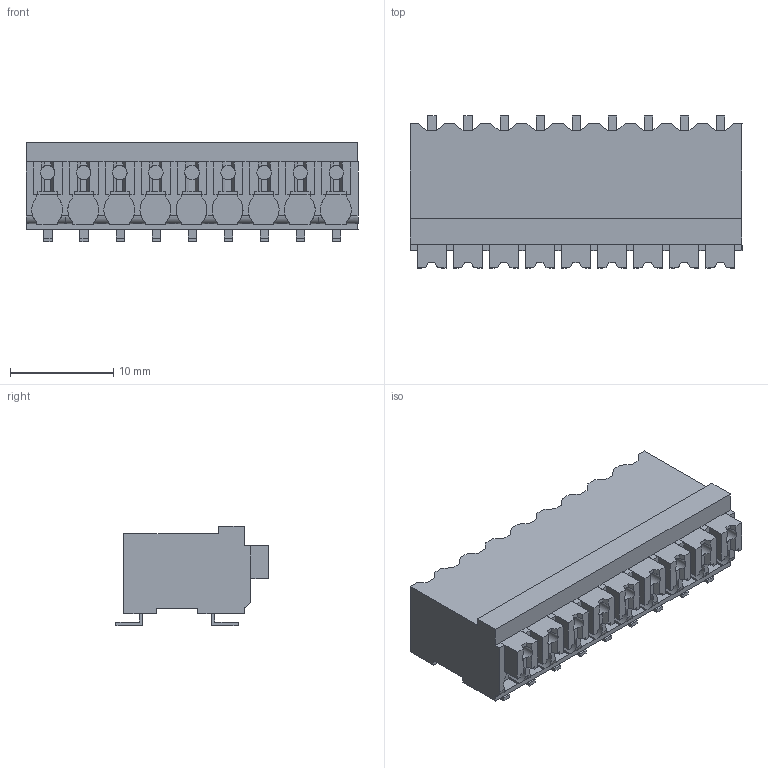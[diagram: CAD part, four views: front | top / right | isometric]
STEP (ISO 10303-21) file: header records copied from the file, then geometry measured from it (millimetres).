
FILE_DESCRIPTION(('CATIA V5 STEP Exchange','CAx-IF Rec.Pracs.--- Model Styling and Organization---1.2---2011-12-15'),'2;1');
FILE_NAME ('D1452218_0_1473570000_1473570000.stp','2018-03-24T15:51:33+00:00',('none'),('Weidmueller'),'CATIA Version 5-6 Release 2014','CATIA V5 STEP AP214','none');
FILE_SCHEMA(('AUTOMOTIVE_DESIGN { 1 0 10303 214 1 1 1 1 }'));
Length unit declared in the file: millimetre
Products named in the file (1): 1473570000
Bounding box: 32.2 x 14.75 x 9.65 mm (x, y, z)
Volume: 2605.8 mm3; surface area: 2846.6 mm2
Topology: 28 solids, 28 shells, 648 faces, 1861 edges, 1260 vertices
Faces by surface type: plane 600, cylinder 48
Entity records: 19297 total; most frequent: CARTESIAN_POINT 3883, ORIENTED_EDGE 3722, DIRECTION 2312, EDGE_CURVE 1861, VECTOR 1677, LINE 1677, VERTEX_POINT 1260, EDGE_LOOP 657
